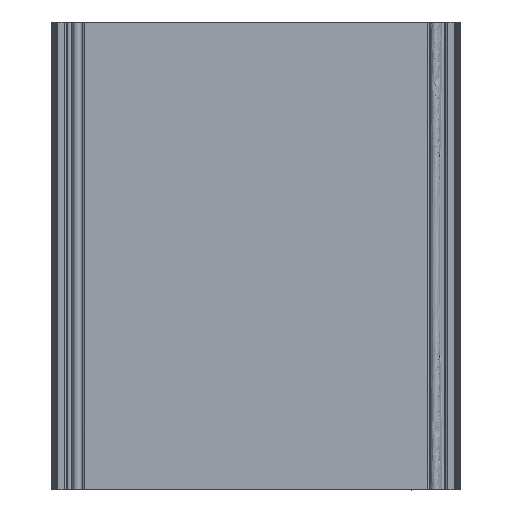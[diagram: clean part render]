
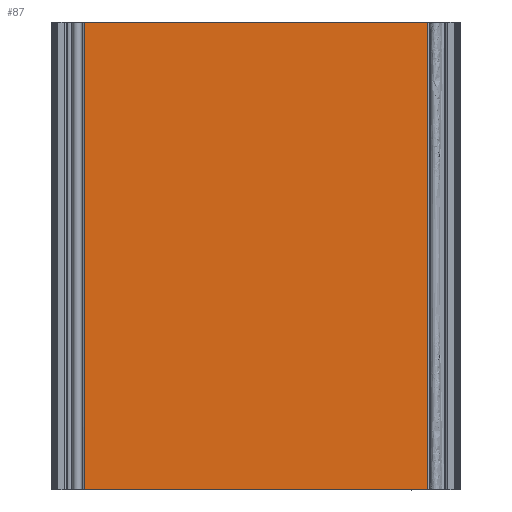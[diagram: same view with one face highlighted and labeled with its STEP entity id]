
A CAD part, front view. The second image highlights one B-rep face of the part: STEP entity #87.
In plain terms, the highlighted planar face has unit normal (0, -1, 0).
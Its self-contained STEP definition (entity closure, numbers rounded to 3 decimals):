
#87=ADVANCED_FACE('',(#456),#5982,.T.);
#456=FACE_OUTER_BOUND('',#835,.T.);
#835=EDGE_LOOP('',(#1332,#1333,#1334,#1335));
#1332=ORIENTED_EDGE('',*,*,#3319,.F.);
#1333=ORIENTED_EDGE('',*,*,#3313,.F.);
#1334=ORIENTED_EDGE('',*,*,#3318,.F.);
#1335=ORIENTED_EDGE('',*,*,#3314,.F.);
#3313=EDGE_CURVE('',#5347,#5346,#4624,.T.);
#3314=EDGE_CURVE('',#5348,#5351,#4625,.T.);
#3318=EDGE_CURVE('',#5351,#5347,#4629,.T.);
#3319=EDGE_CURVE('',#5346,#5348,#4630,.T.);
#4624=B_SPLINE_CURVE_WITH_KNOTS('',1,(#7788,#7789),.UNSPECIFIED.,.F.,.F.,
(2,2),(1.,338.8),.UNSPECIFIED.);
#4625=B_SPLINE_CURVE_WITH_KNOTS('',1,(#7790,#7791),.UNSPECIFIED.,.F.,.F.,
(2,2),(0.,337.8),.UNSPECIFIED.);
#4629=B_SPLINE_CURVE_WITH_KNOTS('',1,(#7798,#7799,#7800,#7801),
 .UNSPECIFIED.,.F.,.F.,(2,1,1,2),(-460.,-235.,-225.,0.),
 .UNSPECIFIED.);
#4630=B_SPLINE_CURVE_WITH_KNOTS('',1,(#7802,#7803,#7804,#7805),
 .UNSPECIFIED.,.F.,.F.,(2,1,1,2),(0.,225.,235.,460.),
 .UNSPECIFIED.);
#5346=VERTEX_POINT('',#7760);
#5347=VERTEX_POINT('',#7761);
#5348=VERTEX_POINT('',#7762);
#5351=VERTEX_POINT('',#7765);
#5982=PLANE('',#6521);
#6521=AXIS2_PLACEMENT_3D('',#7670,#6723,$);
#6723=DIRECTION('',(0.,-1.,0.));
#7670=CARTESIAN_POINT('',(-168.9,0.,0.));
#7760=CARTESIAN_POINT('',(-168.9,0.,-460.));
#7761=CARTESIAN_POINT('',(168.9,0.,-460.));
#7762=CARTESIAN_POINT('',(-168.9,0.,0.));
#7765=CARTESIAN_POINT('',(168.9,0.,0.));
#7788=CARTESIAN_POINT('',(168.9,0.,-460.));
#7789=CARTESIAN_POINT('',(-168.9,0.,-460.));
#7790=CARTESIAN_POINT('',(-168.9,0.,0.));
#7791=CARTESIAN_POINT('',(168.9,0.,0.));
#7798=CARTESIAN_POINT('',(168.9,0.,0.));
#7799=CARTESIAN_POINT('',(168.9,0.,-225.));
#7800=CARTESIAN_POINT('',(168.9,0.,-235.));
#7801=CARTESIAN_POINT('',(168.9,0.,-460.));
#7802=CARTESIAN_POINT('',(-168.9,0.,-460.));
#7803=CARTESIAN_POINT('',(-168.9,0.,-235.));
#7804=CARTESIAN_POINT('',(-168.9,0.,-225.));
#7805=CARTESIAN_POINT('',(-168.9,0.,0.));
